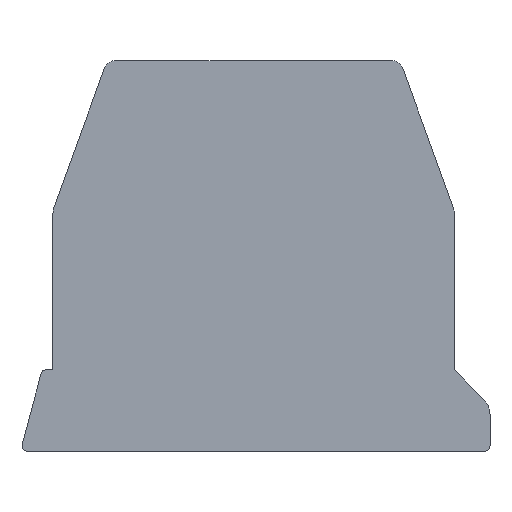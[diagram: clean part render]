
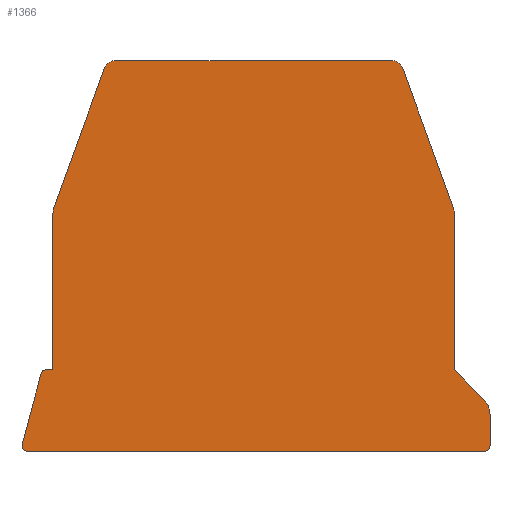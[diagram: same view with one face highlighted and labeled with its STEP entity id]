
A CAD part, top view. The second image highlights one B-rep face of the part: STEP entity #1366.
In plain terms, the highlighted planar face has unit normal (0, 0, 1).
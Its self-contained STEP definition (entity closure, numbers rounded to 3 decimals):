
#153=DIRECTION('',(-0.707,-0.707,0.));
#154=VECTOR('',#153,3.838);
#155=CARTESIAN_POINT('',(291.15,142.833,0.));
#156=LINE('',#155,#154);
#160=CARTESIAN_POINT('',(292.564,141.419,0.));
#161=DIRECTION('',(0.,0.,1.));
#162=DIRECTION('',(0.,1.,0.));
#163=AXIS2_PLACEMENT_3D('',#160,#161,#162);
#168=DIRECTION('',(-1.,0.,0.));
#169=VECTOR('',#168,2.872);
#170=CARTESIAN_POINT('',(295.436,143.419,0.));
#171=LINE('',#170,#169);
#175=CARTESIAN_POINT('',(295.436,142.919,0.));
#176=DIRECTION('',(0.,0.,1.));
#177=DIRECTION('',(1.,0.,0.));
#178=AXIS2_PLACEMENT_3D('',#175,#176,#177);
#183=DIRECTION('',(0.,1.,0.));
#184=VECTOR('',#183,42.158);
#185=CARTESIAN_POINT('',(295.936,100.761,0.));
#186=LINE('',#185,#184);
#190=CARTESIAN_POINT('',(295.436,100.761,0.));
#191=DIRECTION('',(0.,0.,1.));
#192=DIRECTION('',(-0.259,-0.966,0.));
#193=AXIS2_PLACEMENT_3D('',#190,#191,#192);
#198=DIRECTION('',(0.966,-0.259,0.));
#199=VECTOR('',#198,6.729);
#200=CARTESIAN_POINT('',(288.806,102.02,0.));
#201=LINE('',#200,#199);
#205=CARTESIAN_POINT('',(288.936,102.503,0.));
#206=DIRECTION('',(0.,0.,1.));
#207=DIRECTION('',(-1.,0.,0.));
#208=AXIS2_PLACEMENT_3D('',#205,#206,#207);
#213=DIRECTION('',(1.,0.,0.));
#214=VECTOR('',#213,14.41);
#215=CARTESIAN_POINT('',(274.026,103.119,0.));
#216=LINE('',#215,#214);
#220=CARTESIAN_POINT('',(274.026,105.119,0.));
#221=DIRECTION('',(0.,0.,1.));
#222=DIRECTION('',(-0.342,-0.94,0.));
#223=AXIS2_PLACEMENT_3D('',#220,#221,#222);
#228=DIRECTION('',(0.94,-0.342,0.));
#229=VECTOR('',#228,13.566);
#230=CARTESIAN_POINT('',(260.594,107.88,0.));
#231=LINE('',#230,#229);
#235=CARTESIAN_POINT('',(260.936,108.819,0.));
#236=DIRECTION('',(0.,0.,1.));
#237=DIRECTION('',(-1.,0.,0.));
#238=AXIS2_PLACEMENT_3D('',#235,#236,#237);
#243=DIRECTION('',(0.,-1.,0.));
#244=VECTOR('',#243,25.6);
#245=CARTESIAN_POINT('',(259.936,134.419,0.));
#246=LINE('',#245,#244);
#250=CARTESIAN_POINT('',(260.936,134.419,0.));
#251=DIRECTION('',(0.,0.,1.));
#252=DIRECTION('',(-0.342,0.94,0.));
#253=AXIS2_PLACEMENT_3D('',#250,#251,#252);
#258=DIRECTION('',(-0.94,-0.342,0.));
#259=VECTOR('',#258,13.566);
#260=CARTESIAN_POINT('',(273.342,139.998,0.));
#261=LINE('',#260,#259);
#265=CARTESIAN_POINT('',(274.026,138.119,0.));
#266=DIRECTION('',(0.,0.,1.));
#267=DIRECTION('',(0.,1.,0.));
#268=AXIS2_PLACEMENT_3D('',#265,#266,#267);
#273=DIRECTION('',(-1.,0.,0.));
#274=VECTOR('',#273,14.41);
#275=CARTESIAN_POINT('',(288.436,140.119,0.));
#276=LINE('',#275,#274);
#371=DIRECTION('',(0.,1.,0.));
#372=VECTOR('',#371,0.616);
#373=CARTESIAN_POINT('',(288.436,102.503,0.));
#374=LINE('',#373,#372);
#1147=CARTESIAN_POINT('',(292.564,143.419,0.));
#1148=CARTESIAN_POINT('',(291.15,142.833,0.));
#1149=VERTEX_POINT('',#1147);
#1150=VERTEX_POINT('',#1148);
#1151=CARTESIAN_POINT('',(295.436,143.419,0.));
#1152=VERTEX_POINT('',#1151);
#1153=CARTESIAN_POINT('',(295.936,142.919,0.));
#1154=VERTEX_POINT('',#1153);
#1155=CARTESIAN_POINT('',(295.936,100.761,0.));
#1156=VERTEX_POINT('',#1155);
#1157=CARTESIAN_POINT('',(295.306,100.278,0.));
#1158=VERTEX_POINT('',#1157);
#1159=CARTESIAN_POINT('',(288.806,102.02,0.));
#1160=VERTEX_POINT('',#1159);
#1161=CARTESIAN_POINT('',(288.436,102.503,0.));
#1162=VERTEX_POINT('',#1161);
#1163=CARTESIAN_POINT('',(288.436,103.119,0.));
#1164=VERTEX_POINT('',#1163);
#1165=CARTESIAN_POINT('',(274.026,103.119,0.));
#1166=VERTEX_POINT('',#1165);
#1167=CARTESIAN_POINT('',(273.342,103.24,0.));
#1168=VERTEX_POINT('',#1167);
#1169=CARTESIAN_POINT('',(260.594,107.88,0.));
#1170=VERTEX_POINT('',#1169);
#1171=CARTESIAN_POINT('',(259.936,108.819,0.));
#1172=VERTEX_POINT('',#1171);
#1173=CARTESIAN_POINT('',(259.936,134.419,0.));
#1174=VERTEX_POINT('',#1173);
#1175=CARTESIAN_POINT('',(260.594,135.359,0.));
#1176=VERTEX_POINT('',#1175);
#1177=CARTESIAN_POINT('',(273.342,139.998,0.));
#1178=VERTEX_POINT('',#1177);
#1179=CARTESIAN_POINT('',(274.026,140.119,0.));
#1180=VERTEX_POINT('',#1179);
#1181=CARTESIAN_POINT('',(288.436,140.119,0.));
#1182=VERTEX_POINT('',#1181);
#1323=CARTESIAN_POINT('',(0.,0.,0.));
#1324=DIRECTION('',(0.,0.,1.));
#1325=DIRECTION('',(1.,0.,0.));
#1326=AXIS2_PLACEMENT_3D('',#1323,#1324,#1325);
#1327=PLANE('',#1326);
#1329=ORIENTED_EDGE('',*,*,#1328,.F.);
#1331=ORIENTED_EDGE('',*,*,#1330,.F.);
#1333=ORIENTED_EDGE('',*,*,#1332,.F.);
#1335=ORIENTED_EDGE('',*,*,#1334,.F.);
#1337=ORIENTED_EDGE('',*,*,#1336,.F.);
#1339=ORIENTED_EDGE('',*,*,#1338,.F.);
#1341=ORIENTED_EDGE('',*,*,#1340,.F.);
#1343=ORIENTED_EDGE('',*,*,#1342,.F.);
#1345=ORIENTED_EDGE('',*,*,#1344,.T.);
#1347=ORIENTED_EDGE('',*,*,#1346,.F.);
#1349=ORIENTED_EDGE('',*,*,#1348,.F.);
#1351=ORIENTED_EDGE('',*,*,#1350,.F.);
#1353=ORIENTED_EDGE('',*,*,#1352,.F.);
#1355=ORIENTED_EDGE('',*,*,#1354,.F.);
#1357=ORIENTED_EDGE('',*,*,#1356,.F.);
#1359=ORIENTED_EDGE('',*,*,#1358,.F.);
#1361=ORIENTED_EDGE('',*,*,#1360,.F.);
#1363=ORIENTED_EDGE('',*,*,#1362,.F.);
#1364=EDGE_LOOP('',(#1329,#1331,#1333,#1335,#1337,#1339,#1341,#1343,#1345,#1347,
#1349,#1351,#1353,#1355,#1357,#1359,#1361,#1363));
#1365=FACE_OUTER_BOUND('',#1364,.F.);
#164=CIRCLE('',#163,2.);
#179=CIRCLE('',#178,0.5);
#194=CIRCLE('',#193,0.5);
#209=CIRCLE('',#208,0.5);
#224=CIRCLE('',#223,2.);
#239=CIRCLE('',#238,1.);
#254=CIRCLE('',#253,1.);
#269=CIRCLE('',#268,2.);
#1328=EDGE_CURVE('',#1150,#1182,#156,.T.);
#1330=EDGE_CURVE('',#1149,#1150,#164,.T.);
#1332=EDGE_CURVE('',#1152,#1149,#171,.T.);
#1334=EDGE_CURVE('',#1154,#1152,#179,.T.);
#1336=EDGE_CURVE('',#1156,#1154,#186,.T.);
#1338=EDGE_CURVE('',#1158,#1156,#194,.T.);
#1340=EDGE_CURVE('',#1160,#1158,#201,.T.);
#1342=EDGE_CURVE('',#1162,#1160,#209,.T.);
#1344=EDGE_CURVE('',#1162,#1164,#374,.T.);
#1346=EDGE_CURVE('',#1166,#1164,#216,.T.);
#1348=EDGE_CURVE('',#1168,#1166,#224,.T.);
#1350=EDGE_CURVE('',#1170,#1168,#231,.T.);
#1352=EDGE_CURVE('',#1172,#1170,#239,.T.);
#1354=EDGE_CURVE('',#1174,#1172,#246,.T.);
#1356=EDGE_CURVE('',#1176,#1174,#254,.T.);
#1358=EDGE_CURVE('',#1178,#1176,#261,.T.);
#1360=EDGE_CURVE('',#1180,#1178,#269,.T.);
#1362=EDGE_CURVE('',#1182,#1180,#276,.T.);
#1366=ADVANCED_FACE('',(#1365),#1327,.T.);
